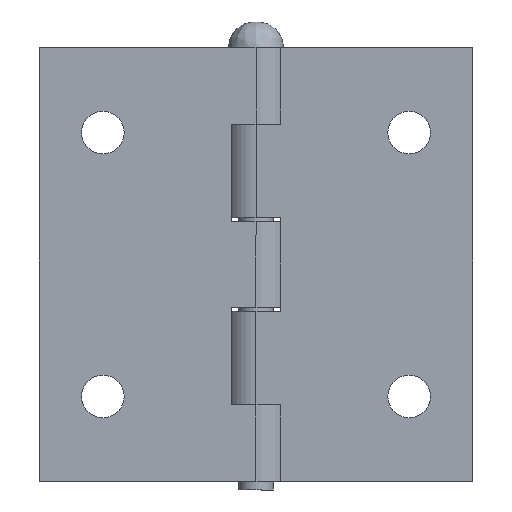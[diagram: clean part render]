
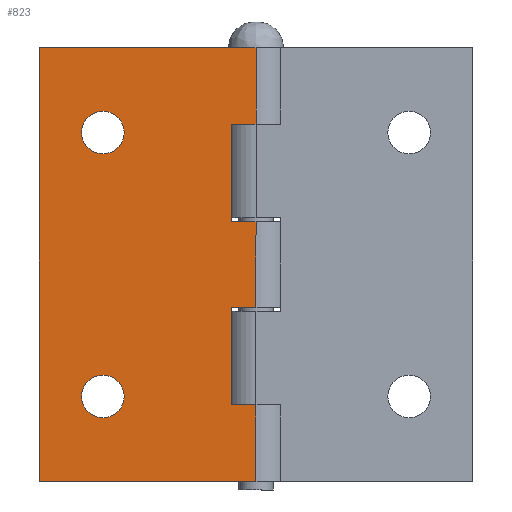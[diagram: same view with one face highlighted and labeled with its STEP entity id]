
A CAD part, front view. The second image highlights one B-rep face of the part: STEP entity #823.
In plain terms, the highlighted planar face has unit normal (0, -1, 0).
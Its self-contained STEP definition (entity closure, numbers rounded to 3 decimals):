
#65=FACE_BOUND('',#195,.T.);
#66=FACE_BOUND('',#196,.T.);
#90=PLANE('',#981);
#134=FACE_OUTER_BOUND('',#194,.T.);
#194=EDGE_LOOP('',(#745,#746,#747,#748,#749,#750,#751,#752,#753,#754,#755,
#756));
#195=EDGE_LOOP('',(#757));
#196=EDGE_LOOP('',(#758));
#242=LINE('',#1361,#310);
#245=LINE('',#1368,#313);
#246=LINE('',#1373,#314);
#247=LINE('',#1379,#315);
#253=LINE('',#1394,#321);
#254=LINE('',#1397,#322);
#255=LINE('',#1402,#323);
#256=LINE('',#1405,#324);
#268=LINE('',#1452,#336);
#271=LINE('',#1458,#339);
#272=LINE('',#1460,#340);
#273=LINE('',#1461,#341);
#310=VECTOR('',#1112,10.);
#313=VECTOR('',#1119,10.);
#314=VECTOR('',#1124,10.);
#315=VECTOR('',#1131,10.);
#321=VECTOR('',#1145,10.);
#322=VECTOR('',#1148,10.);
#323=VECTOR('',#1155,10.);
#324=VECTOR('',#1158,10.);
#336=VECTOR('',#1210,10.);
#339=VECTOR('',#1215,10.);
#340=VECTOR('',#1218,10.);
#341=VECTOR('',#1219,10.);
#373=CIRCLE('',#970,2.5);
#376=CIRCLE('',#975,2.5);
#417=VERTEX_POINT('',#1358);
#418=VERTEX_POINT('',#1360);
#420=VERTEX_POINT('',#1366);
#422=VERTEX_POINT('',#1372);
#424=VERTEX_POINT('',#1378);
#427=VERTEX_POINT('',#1388);
#429=VERTEX_POINT('',#1392);
#430=VERTEX_POINT('',#1396);
#432=VERTEX_POINT('',#1404);
#442=VERTEX_POINT('',#1432);
#445=VERTEX_POINT('',#1442);
#447=VERTEX_POINT('',#1450);
#448=VERTEX_POINT('',#1454);
#449=VERTEX_POINT('',#1456);
#505=EDGE_CURVE('',#418,#417,#242,.T.);
#509=EDGE_CURVE('',#417,#420,#245,.T.);
#511=EDGE_CURVE('',#422,#418,#246,.T.);
#514=EDGE_CURVE('',#422,#424,#247,.T.);
#522=EDGE_CURVE('',#427,#429,#253,.T.);
#523=EDGE_CURVE('',#430,#427,#254,.T.);
#526=EDGE_CURVE('',#429,#424,#255,.T.);
#527=EDGE_CURVE('',#430,#432,#256,.T.);
#542=EDGE_CURVE('',#442,#442,#373,.T.);
#547=EDGE_CURVE('',#445,#445,#376,.T.);
#551=EDGE_CURVE('',#447,#420,#268,.T.);
#554=EDGE_CURVE('',#448,#449,#271,.T.);
#555=EDGE_CURVE('',#447,#448,#272,.T.);
#556=EDGE_CURVE('',#432,#449,#273,.T.);
#745=ORIENTED_EDGE('',*,*,#509,.T.);
#746=ORIENTED_EDGE('',*,*,#551,.F.);
#747=ORIENTED_EDGE('',*,*,#555,.T.);
#748=ORIENTED_EDGE('',*,*,#554,.T.);
#749=ORIENTED_EDGE('',*,*,#556,.F.);
#750=ORIENTED_EDGE('',*,*,#527,.F.);
#751=ORIENTED_EDGE('',*,*,#523,.T.);
#752=ORIENTED_EDGE('',*,*,#522,.T.);
#753=ORIENTED_EDGE('',*,*,#526,.T.);
#754=ORIENTED_EDGE('',*,*,#514,.F.);
#755=ORIENTED_EDGE('',*,*,#511,.T.);
#756=ORIENTED_EDGE('',*,*,#505,.T.);
#757=ORIENTED_EDGE('',*,*,#542,.T.);
#758=ORIENTED_EDGE('',*,*,#547,.T.);
#823=ADVANCED_FACE('',(#134,#65,#66),#90,.T.);
#970=AXIS2_PLACEMENT_3D('',#1434,#1187,#1188);
#975=AXIS2_PLACEMENT_3D('',#1444,#1199,#1200);
#981=AXIS2_PLACEMENT_3D('',#1459,#1216,#1217);
#1112=DIRECTION('',(0.,0.,-1.));
#1119=DIRECTION('',(-1.,0.,0.));
#1124=DIRECTION('',(1.,0.,0.));
#1131=DIRECTION('',(0.,0.,1.));
#1145=DIRECTION('',(0.,0.,-1.));
#1148=DIRECTION('',(1.,0.,0.));
#1155=DIRECTION('',(-1.,0.,0.));
#1158=DIRECTION('',(0.,0.,1.));
#1187=DIRECTION('center_axis',(0.,1.,0.));
#1188=DIRECTION('ref_axis',(1.,0.,0.));
#1199=DIRECTION('center_axis',(0.,1.,0.));
#1200=DIRECTION('ref_axis',(1.,0.,0.));
#1210=DIRECTION('',(0.,0.,1.));
#1215=DIRECTION('',(0.,0.,1.));
#1216=DIRECTION('center_axis',(0.,-1.,0.));
#1217=DIRECTION('ref_axis',(1.,0.,0.));
#1218=DIRECTION('',(1.,0.,0.));
#1219=DIRECTION('',(1.,0.,0.));
#1358=CARTESIAN_POINT('',(2.924,-3.6,9.));
#1360=CARTESIAN_POINT('',(2.924,-3.6,20.5));
#1361=CARTESIAN_POINT('',(2.924,-3.6,4.5));
#1366=CARTESIAN_POINT('',(0.,-3.6,9.));
#1368=CARTESIAN_POINT('',(0.,-3.6,9.));
#1372=CARTESIAN_POINT('',(0.,-3.6,20.5));
#1373=CARTESIAN_POINT('',(0.,-3.6,20.5));
#1378=CARTESIAN_POINT('',(0.,-3.6,30.5));
#1379=CARTESIAN_POINT('',(0.,-3.6,0.));
#1388=CARTESIAN_POINT('',(2.924,-3.6,42.));
#1392=CARTESIAN_POINT('',(2.924,-3.6,30.5));
#1394=CARTESIAN_POINT('',(2.924,-3.6,21.));
#1396=CARTESIAN_POINT('',(0.,-3.6,42.));
#1397=CARTESIAN_POINT('',(0.,-3.6,42.));
#1402=CARTESIAN_POINT('',(0.,-3.6,30.5));
#1404=CARTESIAN_POINT('',(0.,-3.6,51.));
#1405=CARTESIAN_POINT('',(0.,-3.6,0.));
#1432=CARTESIAN_POINT('',(15.5,-3.6,41.));
#1434=CARTESIAN_POINT('Origin',(18.,-3.6,41.));
#1442=CARTESIAN_POINT('',(15.5,-3.6,10.));
#1444=CARTESIAN_POINT('Origin',(18.,-3.6,10.));
#1450=CARTESIAN_POINT('',(0.,-3.6,0.));
#1452=CARTESIAN_POINT('',(0.,-3.6,0.));
#1454=CARTESIAN_POINT('',(25.5,-3.6,0.));
#1456=CARTESIAN_POINT('',(25.5,-3.6,51.));
#1458=CARTESIAN_POINT('',(25.5,-3.6,0.));
#1459=CARTESIAN_POINT('Origin',(0.,-3.6,0.));
#1460=CARTESIAN_POINT('',(0.,-3.6,0.));
#1461=CARTESIAN_POINT('',(0.,-3.6,51.));
